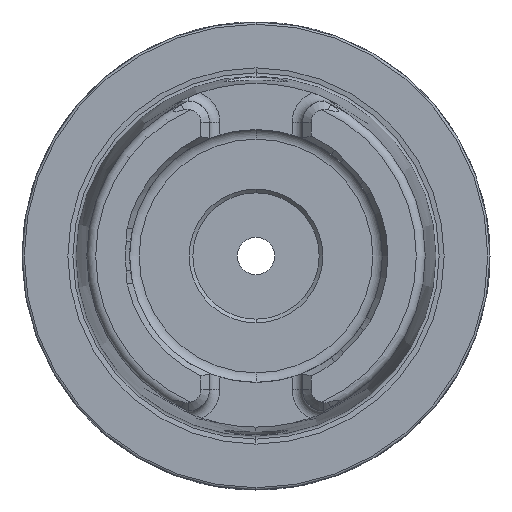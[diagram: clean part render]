
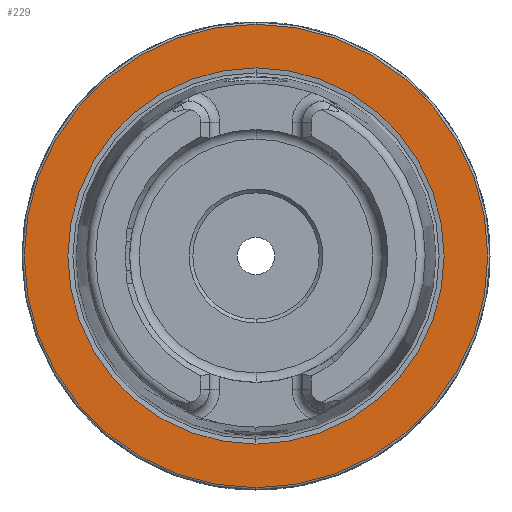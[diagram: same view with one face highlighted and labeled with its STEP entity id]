
A CAD part, left-side view. The second image highlights one B-rep face of the part: STEP entity #229.
In plain terms, the highlighted planar face has unit normal (-1, 0, 0).
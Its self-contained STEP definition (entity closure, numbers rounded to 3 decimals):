
#193 = DIRECTION ( 'NONE',  ( -1., 0., 0. ) ) ;
#229 = ADVANCED_FACE ( 'NONE', ( #2898, #8524 ), #2420, .F. ) ;
#272 = ORIENTED_EDGE ( 'NONE', *, *, #6358, .F. ) ;
#693 = DIRECTION ( 'NONE',  ( 0., 0., 1. ) ) ;
#763 = CIRCLE ( 'NONE', #8999, 25.324 ) ;
#977 = CARTESIAN_POINT ( 'NONE',  ( 0., 31.2, 0. ) ) ;
#1454 = ORIENTED_EDGE ( 'NONE', *, *, #3901, .T. ) ;
#1733 = EDGE_LOOP ( 'NONE', ( #1454, #5634 ) ) ;
#1814 = DIRECTION ( 'NONE',  ( 0., 0., 1. ) ) ;
#2137 = CARTESIAN_POINT ( 'NONE',  ( 0., 0., 0. ) ) ;
#2420 = PLANE ( 'NONE',  #3791 ) ;
#2824 = DIRECTION ( 'NONE',  ( 0., 0., 1. ) ) ;
#2898 = FACE_BOUND ( 'NONE', #5057, .T. ) ;
#2906 = CARTESIAN_POINT ( 'NONE',  ( 0., 0., 0. ) ) ;
#3464 = CARTESIAN_POINT ( 'NONE',  ( 0., 0., 0. ) ) ;
#3572 = CIRCLE ( 'NONE', #8937, 31.2 ) ;
#3791 = AXIS2_PLACEMENT_3D ( 'NONE', #977, #5924, #6604 ) ;
#3901 = EDGE_CURVE ( 'NONE', #6294, #8052, #3572, .T. ) ;
#4285 = DIRECTION ( 'NONE',  ( -1., 0., 0. ) ) ;
#4894 = DIRECTION ( 'NONE',  ( -1., 0., 0. ) ) ;
#4904 = EDGE_CURVE ( 'NONE', #7738, #6071, #763, .T. ) ;
#5057 = EDGE_LOOP ( 'NONE', ( #7098, #272 ) ) ;
#5083 = CARTESIAN_POINT ( 'NONE',  ( 0., 0., -25.324 ) ) ;
#5285 = CARTESIAN_POINT ( 'NONE',  ( 0., 0., 0. ) ) ;
#5319 = DIRECTION ( 'NONE',  ( -1., 0., 0. ) ) ;
#5324 = AXIS2_PLACEMENT_3D ( 'NONE', #3464, #4894, #2824 ) ;
#5366 = CIRCLE ( 'NONE', #5324, 31.2 ) ;
#5634 = ORIENTED_EDGE ( 'NONE', *, *, #8872, .T. ) ;
#5924 = DIRECTION ( 'NONE',  ( 1., 0., 0. ) ) ;
#6071 = VERTEX_POINT ( 'NONE', #5083 ) ;
#6294 = VERTEX_POINT ( 'NONE', #6812 ) ;
#6358 = EDGE_CURVE ( 'NONE', #6071, #7738, #7811, .T. ) ;
#6604 = DIRECTION ( 'NONE',  ( 0., 0., -1. ) ) ;
#6812 = CARTESIAN_POINT ( 'NONE',  ( 0., 0., 31.2 ) ) ;
#6830 = AXIS2_PLACEMENT_3D ( 'NONE', #2906, #193, #7884 ) ;
#7098 = ORIENTED_EDGE ( 'NONE', *, *, #4904, .F. ) ;
#7738 = VERTEX_POINT ( 'NONE', #8691 ) ;
#7811 = CIRCLE ( 'NONE', #6830, 25.324 ) ;
#7821 = CARTESIAN_POINT ( 'NONE',  ( 0., 0., -31.2 ) ) ;
#7884 = DIRECTION ( 'NONE',  ( 0., 0., 1. ) ) ;
#8052 = VERTEX_POINT ( 'NONE', #7821 ) ;
#8524 = FACE_OUTER_BOUND ( 'NONE', #1733, .T. ) ;
#8691 = CARTESIAN_POINT ( 'NONE',  ( 0., 0., 25.324 ) ) ;
#8872 = EDGE_CURVE ( 'NONE', #8052, #6294, #5366, .T. ) ;
#8937 = AXIS2_PLACEMENT_3D ( 'NONE', #5285, #5319, #1814 ) ;
#8999 = AXIS2_PLACEMENT_3D ( 'NONE', #2137, #4285, #693 ) ;
